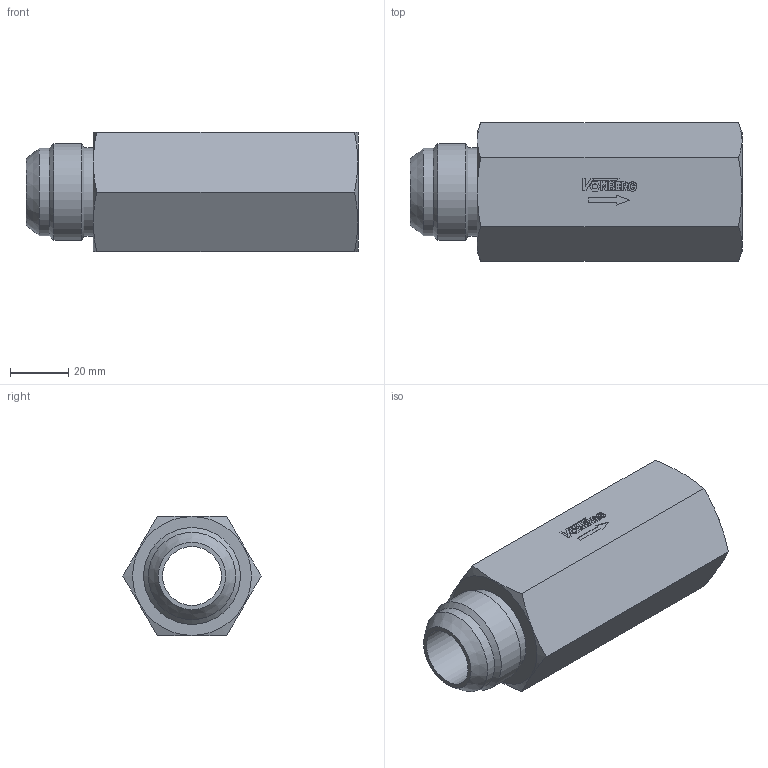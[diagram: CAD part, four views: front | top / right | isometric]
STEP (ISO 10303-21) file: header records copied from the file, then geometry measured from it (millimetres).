
FILE_DESCRIPTION((''),'2;1');
FILE_NAME('10312-616.stp','2015-01-02T14:45:07',('jml'),(''),'Autodesk Inventor 2010','Autodesk Inventor 2010','');
FILE_SCHEMA(('AUTOMOTIVE_DESIGN { 1 0 10303 214 1 1 1 1 }'));
Length unit declared in the file: inch
Products named in the file (1): 10312-616
Bounding box: 114.3 x 47.66 x 41.27 mm (x, y, z)
Volume: 103660.5 mm3; surface area: 25239.5 mm2
Topology: 1 solids, 1 shells, 122 faces, 306 edges, 201 vertices
Faces by surface type: plane 93, cylinder 20, cone 8, torus 1
Full cylindrical faces by diameter (mm): 1.74 x1, 20.244 x1, 30.048 x1, 30.404 x1, 31.039 x1, 33.325 x1
Entity records: 3640 total; most frequent: CARTESIAN_POINT 635, ORIENTED_EDGE 578, DIRECTION 570, EDGE_CURVE 289, VECTOR 230, LINE 230, VERTEX_POINT 199, AXIS2_PLACEMENT_3D 170
